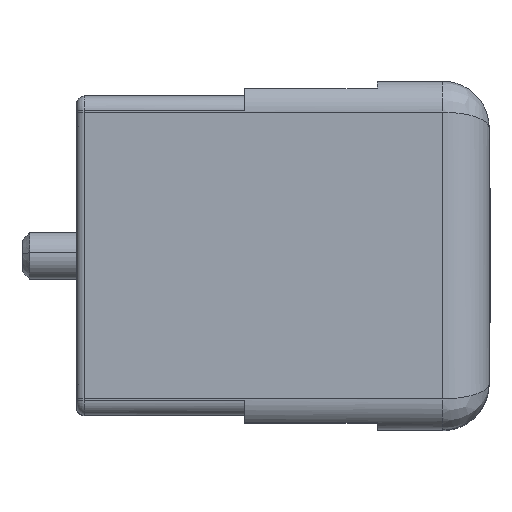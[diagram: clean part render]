
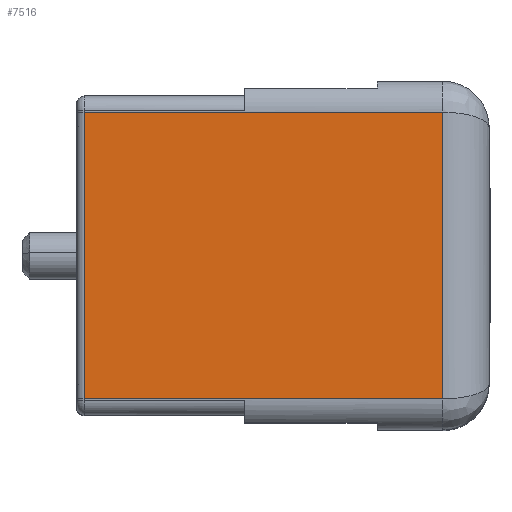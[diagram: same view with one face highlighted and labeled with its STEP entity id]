
A CAD part, top view. The second image highlights one B-rep face of the part: STEP entity #7516.
In plain terms, the highlighted planar face has unit normal (0, 0, 1).
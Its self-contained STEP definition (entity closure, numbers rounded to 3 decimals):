
#7489=AXIS2_PLACEMENT_3D('Plane Axis2P3D',#7486,#7487,#7488) ;
#6257=CARTESIAN_POINT('Vertex',(27.,2.,241.313)) ;
#6282=CARTESIAN_POINT('Vertex',(27.,20.4,241.313)) ;
#6285=CARTESIAN_POINT('Line Origine',(27.,0.95,241.313)) ;
#7486=CARTESIAN_POINT('Axis2P3D Location',(14.3,0.95,241.313)) ;
#7491=CARTESIAN_POINT('Line Origine',(15.5,2.,241.313)) ;
#7495=CARTESIAN_POINT('Vertex',(4.,2.,241.313)) ;
#7498=CARTESIAN_POINT('Line Origine',(15.5,20.4,241.313)) ;
#7502=CARTESIAN_POINT('Vertex',(4.,20.4,241.313)) ;
#7505=CARTESIAN_POINT('Line Origine',(4.,11.2,241.313)) ;
#6286=DIRECTION('Vector Direction',(0.,-1.,0.)) ;
#7487=DIRECTION('Axis2P3D Direction',(0.,0.,1.)) ;
#7488=DIRECTION('Axis2P3D XDirection',(0.,1.,0.)) ;
#7492=DIRECTION('Vector Direction',(-1.,0.,0.)) ;
#7499=DIRECTION('Vector Direction',(-1.,0.,0.)) ;
#7506=DIRECTION('Vector Direction',(0.,1.,0.)) ;
#6287=VECTOR('Line Direction',#6286,1.) ;
#7493=VECTOR('Line Direction',#7492,1.) ;
#7500=VECTOR('Line Direction',#7499,1.) ;
#7507=VECTOR('Line Direction',#7506,1.) ;
#7511=ORIENTED_EDGE('',*,*,#7497,.T.) ;
#7512=ORIENTED_EDGE('',*,*,#6289,.F.) ;
#7513=ORIENTED_EDGE('',*,*,#7504,.T.) ;
#7514=ORIENTED_EDGE('',*,*,#7509,.T.) ;
#7516=ADVANCED_FACE('Hauptkoerper',(#7515),#7490,.T.) ;
#6289=EDGE_CURVE('',#6283,#6258,#6288,.T.) ;
#7497=EDGE_CURVE('',#7496,#6258,#7494,.F.) ;
#7504=EDGE_CURVE('',#6283,#7503,#7501,.T.) ;
#7509=EDGE_CURVE('',#7503,#7496,#7508,.F.) ;
#7510=EDGE_LOOP('',(#7511,#7512,#7513,#7514)) ;
#7515=FACE_OUTER_BOUND('',#7510,.T.) ;
#6288=LINE('Line',#6285,#6287) ;
#7494=LINE('Line',#7491,#7493) ;
#7501=LINE('Line',#7498,#7500) ;
#7508=LINE('Line',#7505,#7507) ;
#7490=PLANE('',#7489) ;
#6258=VERTEX_POINT('',#6257) ;
#6283=VERTEX_POINT('',#6282) ;
#7496=VERTEX_POINT('',#7495) ;
#7503=VERTEX_POINT('',#7502) ;
